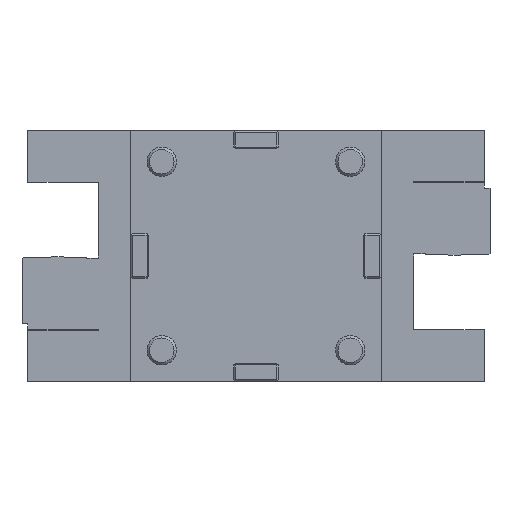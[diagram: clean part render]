
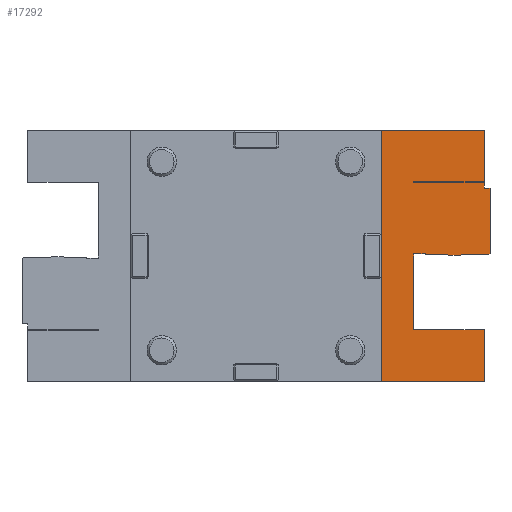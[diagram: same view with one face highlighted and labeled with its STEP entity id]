
A CAD part, front view. The second image highlights one B-rep face of the part: STEP entity #17292.
In plain terms, the highlighted planar face has unit normal (0, -1, 0).
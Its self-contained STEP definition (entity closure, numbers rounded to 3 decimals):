
#154 = ORIENTED_EDGE ( 'NONE', *, *, #3250, .T. ) ;
#218 = CARTESIAN_POINT ( 'NONE',  ( 79.474, -24.5, 0.684 ) ) ;
#282 = VERTEX_POINT ( 'NONE', #1438 ) ;
#536 = LINE ( 'NONE', #6359, #1668 ) ;
#548 = LINE ( 'NONE', #14938, #9011 ) ;
#635 = CARTESIAN_POINT ( 'NONE',  ( -37.526, -24.5, 0.684 ) ) ;
#793 = VERTEX_POINT ( 'NONE', #14216 ) ;
#930 = LINE ( 'NONE', #3907, #12925 ) ;
#1026 = DIRECTION ( 'NONE',  ( 0., 0., -1. ) ) ;
#1093 = CARTESIAN_POINT ( 'NONE',  ( 57.474, -24.5, 0.614 ) ) ;
#1097 = ORIENTED_EDGE ( 'NONE', *, *, #10721, .F. ) ;
#1106 = EDGE_CURVE ( 'NONE', #16280, #9410, #12810, .T. ) ;
#1160 = AXIS2_PLACEMENT_3D ( 'NONE', #3862, #5387, #16979 ) ;
#1207 = EDGE_CURVE ( 'NONE', #18800, #10855, #5847, .T. ) ;
#1438 = CARTESIAN_POINT ( 'NONE',  ( 77.5, -24.5, -25. ) ) ;
#1445 = ORIENTED_EDGE ( 'NONE', *, *, #16553, .F. ) ;
#1469 = ORIENTED_EDGE ( 'NONE', *, *, #7309, .T. ) ;
#1473 = CARTESIAN_POINT ( 'NONE',  ( 53.5, -24.5, 0.684 ) ) ;
#1668 = VECTOR ( 'NONE', #9087, 1000. ) ;
#1780 = LINE ( 'NONE', #14541, #11803 ) ;
#1804 = ORIENTED_EDGE ( 'NONE', *, *, #7771, .T. ) ;
#1810 = EDGE_CURVE ( 'NONE', #8349, #9410, #15334, .T. ) ;
#1980 = ORIENTED_EDGE ( 'NONE', *, *, #8242, .T. ) ;
#2286 = CARTESIAN_POINT ( 'NONE',  ( 42.5, -24.5, -42.5 ) ) ;
#2337 = CARTESIAN_POINT ( 'NONE',  ( 42.5, -24.5, -42.5 ) ) ;
#2925 = CARTESIAN_POINT ( 'NONE',  ( 53.5, -24.5, 0. ) ) ;
#3026 = VECTOR ( 'NONE', #9642, 1000. ) ;
#3250 = EDGE_CURVE ( 'NONE', #7795, #8852, #15897, .T. ) ;
#3315 = EDGE_CURVE ( 'NONE', #14628, #282, #16190, .T. ) ;
#3558 = LINE ( 'NONE', #12226, #9691 ) ;
#3686 = VECTOR ( 'NONE', #15792, 1000. ) ;
#3862 = CARTESIAN_POINT ( 'NONE',  ( 0., -24.5, 0. ) ) ;
#3907 = CARTESIAN_POINT ( 'NONE',  ( 79.474, -24.5, 0.684 ) ) ;
#4004 = ORIENTED_EDGE ( 'NONE', *, *, #8287, .F. ) ;
#4107 = VERTEX_POINT ( 'NONE', #14549 ) ;
#4248 = CARTESIAN_POINT ( 'NONE',  ( 53.5, -24.5, 25.3 ) ) ;
#4327 = VECTOR ( 'NONE', #5480, 1000. ) ;
#4434 = CARTESIAN_POINT ( 'NONE',  ( 57.474, -24.5, 19.121 ) ) ;
#4663 = DIRECTION ( 'NONE',  ( -1., 0., 0. ) ) ;
#4696 = DIRECTION ( 'NONE',  ( 0., 0., 1. ) ) ;
#5221 = ORIENTED_EDGE ( 'NONE', *, *, #12366, .T. ) ;
#5370 = CARTESIAN_POINT ( 'NONE',  ( 57.474, -24.5, 0.614 ) ) ;
#5387 = DIRECTION ( 'NONE',  ( 0., -1., 0. ) ) ;
#5480 = DIRECTION ( 'NONE',  ( 0., 0., 1. ) ) ;
#5519 = VECTOR ( 'NONE', #12265, 1000. ) ;
#5633 = CARTESIAN_POINT ( 'NONE',  ( 66.474, -24.5, 0.3 ) ) ;
#5847 = LINE ( 'NONE', #4434, #18015 ) ;
#6034 = EDGE_LOOP ( 'NONE', ( #7950, #1804, #9872, #1980, #6099, #14351, #6472, #8217, #5221, #154, #1469, #14647, #4004, #1097, #14983, #1445, #10833, #16529 ) ) ;
#6099 = ORIENTED_EDGE ( 'NONE', *, *, #1106, .T. ) ;
#6227 = EDGE_CURVE ( 'NONE', #14748, #15384, #7454, .T. ) ;
#6305 = VECTOR ( 'NONE', #4696, 1000. ) ;
#6359 = CARTESIAN_POINT ( 'NONE',  ( 77.5, -24.5, 42.5 ) ) ;
#6472 = ORIENTED_EDGE ( 'NONE', *, *, #11657, .T. ) ;
#6704 = CARTESIAN_POINT ( 'NONE',  ( 77.5, -24.5, -42.5 ) ) ;
#7088 = VECTOR ( 'NONE', #13903, 1000. ) ;
#7309 = EDGE_CURVE ( 'NONE', #8852, #10855, #13691, .T. ) ;
#7454 = LINE ( 'NONE', #17837, #6305 ) ;
#7512 = CARTESIAN_POINT ( 'NONE',  ( 68.474, -24.5, 0.3 ) ) ;
#7667 = VERTEX_POINT ( 'NONE', #4248 ) ;
#7700 = CARTESIAN_POINT ( 'NONE',  ( 77.5, -24.5, -25. ) ) ;
#7771 = EDGE_CURVE ( 'NONE', #16082, #7667, #18829, .T. ) ;
#7795 = VERTEX_POINT ( 'NONE', #15756 ) ;
#7798 = CARTESIAN_POINT ( 'NONE',  ( 77.5, -24.5, 42.5 ) ) ;
#7818 = CARTESIAN_POINT ( 'NONE',  ( 77.5, -24.5, 25.3 ) ) ;
#7950 = ORIENTED_EDGE ( 'NONE', *, *, #12404, .F. ) ;
#8015 = PLANE ( 'NONE',  #1160 ) ;
#8217 = ORIENTED_EDGE ( 'NONE', *, *, #3315, .T. ) ;
#8242 = EDGE_CURVE ( 'NONE', #13808, #16280, #536, .T. ) ;
#8287 = EDGE_CURVE ( 'NONE', #17529, #18800, #12720, .T. ) ;
#8349 = VERTEX_POINT ( 'NONE', #2337 ) ;
#8353 = DIRECTION ( 'NONE',  ( 0., 0., 1. ) ) ;
#8852 = VERTEX_POINT ( 'NONE', #1473 ) ;
#8909 = DIRECTION ( 'NONE',  ( 1., 0., 0. ) ) ;
#8938 = CARTESIAN_POINT ( 'NONE',  ( 77.5, -24.5, 23. ) ) ;
#9011 = VECTOR ( 'NONE', #4663, 1000. ) ;
#9087 = DIRECTION ( 'NONE',  ( 0., 0., 1. ) ) ;
#9410 = VERTEX_POINT ( 'NONE', #10687 ) ;
#9642 = DIRECTION ( 'NONE',  ( 1., 0., 0. ) ) ;
#9657 = CARTESIAN_POINT ( 'NONE',  ( -77.5, -24.5, 42.5 ) ) ;
#9691 = VECTOR ( 'NONE', #12137, 1000. ) ;
#9706 = CARTESIAN_POINT ( 'NONE',  ( 53.5, -24.5, 25. ) ) ;
#9872 = ORIENTED_EDGE ( 'NONE', *, *, #13917, .T. ) ;
#9903 = VECTOR ( 'NONE', #17975, 1000. ) ;
#9925 = EDGE_CURVE ( 'NONE', #14748, #4107, #11893, .T. ) ;
#10687 = CARTESIAN_POINT ( 'NONE',  ( 42.5, -24.5, 42.5 ) ) ;
#10721 = EDGE_CURVE ( 'NONE', #793, #17529, #548, .T. ) ;
#10833 = ORIENTED_EDGE ( 'NONE', *, *, #9925, .F. ) ;
#10855 = VERTEX_POINT ( 'NONE', #13865 ) ;
#11306 = VECTOR ( 'NONE', #15477, 1000. ) ;
#11657 = EDGE_CURVE ( 'NONE', #8349, #14628, #1780, .T. ) ;
#11803 = VECTOR ( 'NONE', #18838, 1000. ) ;
#11889 = LINE ( 'NONE', #7512, #9903 ) ;
#11893 = LINE ( 'NONE', #17712, #18733 ) ;
#12137 = DIRECTION ( 'NONE',  ( -1., 0., 0. ) ) ;
#12226 = CARTESIAN_POINT ( 'NONE',  ( 53.5, -24.5, -25. ) ) ;
#12265 = DIRECTION ( 'NONE',  ( 1., 0., 0. ) ) ;
#12366 = EDGE_CURVE ( 'NONE', #282, #7795, #3558, .T. ) ;
#12404 = EDGE_CURVE ( 'NONE', #16082, #15384, #16881, .T. ) ;
#12720 = LINE ( 'NONE', #1093, #13533 ) ;
#12810 = LINE ( 'NONE', #9657, #11306 ) ;
#12925 = VECTOR ( 'NONE', #1026, 1000. ) ;
#13533 = VECTOR ( 'NONE', #18169, 1000. ) ;
#13691 = LINE ( 'NONE', #635, #5519 ) ;
#13808 = VERTEX_POINT ( 'NONE', #7818 ) ;
#13865 = CARTESIAN_POINT ( 'NONE',  ( 57.474, -24.5, 0.684 ) ) ;
#13903 = DIRECTION ( 'NONE',  ( 0., 0., 1. ) ) ;
#13917 = EDGE_CURVE ( 'NONE', #7667, #13808, #18766, .T. ) ;
#14216 = CARTESIAN_POINT ( 'NONE',  ( 68.474, -24.5, 0.3 ) ) ;
#14351 = ORIENTED_EDGE ( 'NONE', *, *, #1810, .F. ) ;
#14541 = CARTESIAN_POINT ( 'NONE',  ( 77.5, -24.5, -42.5 ) ) ;
#14549 = CARTESIAN_POINT ( 'NONE',  ( 79.474, -24.5, 23. ) ) ;
#14560 = CARTESIAN_POINT ( 'NONE',  ( 0., -24.5, 25.3 ) ) ;
#14628 = VERTEX_POINT ( 'NONE', #6704 ) ;
#14647 = ORIENTED_EDGE ( 'NONE', *, *, #1207, .F. ) ;
#14748 = VERTEX_POINT ( 'NONE', #8938 ) ;
#14938 = CARTESIAN_POINT ( 'NONE',  ( 66.474, -24.5, 0.3 ) ) ;
#14983 = ORIENTED_EDGE ( 'NONE', *, *, #17151, .F. ) ;
#15183 = CARTESIAN_POINT ( 'NONE',  ( 77.5, -24.5, 25. ) ) ;
#15334 = LINE ( 'NONE', #2286, #7088 ) ;
#15384 = VERTEX_POINT ( 'NONE', #17667 ) ;
#15477 = DIRECTION ( 'NONE',  ( -1., 0., 0. ) ) ;
#15756 = CARTESIAN_POINT ( 'NONE',  ( 53.5, -24.5, -25. ) ) ;
#15792 = DIRECTION ( 'NONE',  ( 1., 0., 0. ) ) ;
#15897 = LINE ( 'NONE', #9706, #17756 ) ;
#15920 = VECTOR ( 'NONE', #17616, 1000. ) ;
#16082 = VERTEX_POINT ( 'NONE', #16898 ) ;
#16190 = LINE ( 'NONE', #7700, #15920 ) ;
#16280 = VERTEX_POINT ( 'NONE', #7798 ) ;
#16529 = ORIENTED_EDGE ( 'NONE', *, *, #6227, .T. ) ;
#16553 = EDGE_CURVE ( 'NONE', #4107, #18343, #930, .T. ) ;
#16608 = FACE_OUTER_BOUND ( 'NONE', #6034, .T. ) ;
#16881 = LINE ( 'NONE', #15183, #3026 ) ;
#16898 = CARTESIAN_POINT ( 'NONE',  ( 53.5, -24.5, 25. ) ) ;
#16979 = DIRECTION ( 'NONE',  ( 0., 0., -1. ) ) ;
#17151 = EDGE_CURVE ( 'NONE', #18343, #793, #11889, .T. ) ;
#17292 = ADVANCED_FACE ( 'Defeature completata1_33', ( #16608 ), #8015, .T. ) ;
#17529 = VERTEX_POINT ( 'NONE', #5633 ) ;
#17616 = DIRECTION ( 'NONE',  ( 0., 0., 1. ) ) ;
#17667 = CARTESIAN_POINT ( 'NONE',  ( 77.5, -24.5, 25. ) ) ;
#17712 = CARTESIAN_POINT ( 'NONE',  ( -37.526, -24.5, 23. ) ) ;
#17756 = VECTOR ( 'NONE', #8353, 1000. ) ;
#17837 = CARTESIAN_POINT ( 'NONE',  ( 77.5, -24.5, 25.3 ) ) ;
#17975 = DIRECTION ( 'NONE',  ( -0.999, 0., -0.035 ) ) ;
#18015 = VECTOR ( 'NONE', #18825, 1000. ) ;
#18169 = DIRECTION ( 'NONE',  ( -0.999, 0., 0.035 ) ) ;
#18343 = VERTEX_POINT ( 'NONE', #218 ) ;
#18733 = VECTOR ( 'NONE', #8909, 1000. ) ;
#18766 = LINE ( 'NONE', #14560, #3686 ) ;
#18800 = VERTEX_POINT ( 'NONE', #5370 ) ;
#18825 = DIRECTION ( 'NONE',  ( 0., 0., 1. ) ) ;
#18829 = LINE ( 'NONE', #2925, #4327 ) ;
#18838 = DIRECTION ( 'NONE',  ( 1., 0., 0. ) ) ;
